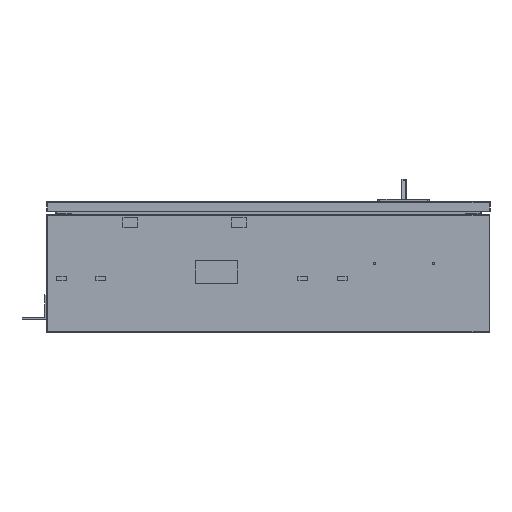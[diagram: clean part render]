
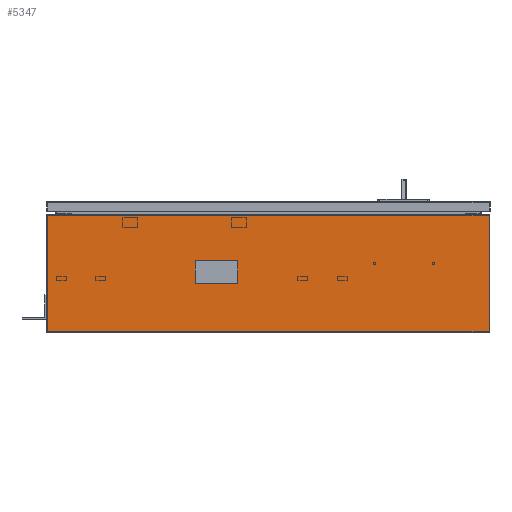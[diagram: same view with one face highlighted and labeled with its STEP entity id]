
A CAD part, left-side view. The second image highlights one B-rep face of the part: STEP entity #5347.
In plain terms, the highlighted planar face has unit normal (-1, 0, 0).
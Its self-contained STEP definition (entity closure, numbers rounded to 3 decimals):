
#30 = CARTESIAN_POINT ( 'NONE',  ( 131.605, 440.654, 775.342 ) ) ;
#107 = LINE ( 'NONE', #2205, #10158 ) ;
#272 = DIRECTION ( 'NONE',  ( 0., 0., 1. ) ) ;
#297 = EDGE_LOOP ( 'NONE', ( #12421, #1718, #10892, #7726 ) ) ;
#376 = VERTEX_POINT ( 'NONE', #12209 ) ;
#463 = CARTESIAN_POINT ( 'NONE',  ( 131.605, -157.346, 915.342 ) ) ;
#908 = VERTEX_POINT ( 'NONE', #1139 ) ;
#1139 = CARTESIAN_POINT ( 'NONE',  ( 131.605, 742.654, 915.342 ) ) ;
#1243 = DIRECTION ( 'NONE',  ( 0., 0., -1. ) ) ;
#1271 = DIRECTION ( 'NONE',  ( 0., -1., 0. ) ) ;
#1313 = CARTESIAN_POINT ( 'NONE',  ( 131.605, 354.654, 821.342 ) ) ;
#1616 = LINE ( 'NONE', #3918, #12759 ) ;
#1676 = EDGE_CURVE ( 'NONE', #908, #9691, #107, .T. ) ;
#1718 = ORIENTED_EDGE ( 'NONE', *, *, #7030, .F. ) ;
#2041 = ORIENTED_EDGE ( 'NONE', *, *, #9123, .T. ) ;
#2205 = CARTESIAN_POINT ( 'NONE',  ( 131.605, -157.346, 915.342 ) ) ;
#2230 = CARTESIAN_POINT ( 'NONE',  ( 131.605, 354.654, 775.342 ) ) ;
#2231 = ORIENTED_EDGE ( 'NONE', *, *, #6512, .T. ) ;
#2383 = LINE ( 'NONE', #1313, #6853 ) ;
#2858 = LINE ( 'NONE', #463, #12715 ) ;
#3338 = VERTEX_POINT ( 'NONE', #9729 ) ;
#3398 = VECTOR ( 'NONE', #12439, 1000. ) ;
#3695 = VECTOR ( 'NONE', #272, 1000. ) ;
#3734 = EDGE_CURVE ( 'NONE', #5386, #376, #11799, .T. ) ;
#3918 = CARTESIAN_POINT ( 'NONE',  ( 131.605, -157.346, 675.342 ) ) ;
#4322 = EDGE_LOOP ( 'NONE', ( #2041, #2231, #10975, #9099 ) ) ;
#4377 = CARTESIAN_POINT ( 'NONE',  ( 131.605, 742.654, 915.342 ) ) ;
#4533 = LINE ( 'NONE', #4377, #3398 ) ;
#4786 = EDGE_CURVE ( 'NONE', #9691, #8699, #2858, .T. ) ;
#5320 = PLANE ( 'NONE',  #9214 ) ;
#5347 = ADVANCED_FACE ( 'NONE', ( #10461, #8105 ), #5320, .F. ) ;
#5386 = VERTEX_POINT ( 'NONE', #11430 ) ;
#5525 = DIRECTION ( 'NONE',  ( 0., 0., -1. ) ) ;
#5623 = CARTESIAN_POINT ( 'NONE',  ( 131.605, -157.346, 675.342 ) ) ;
#6058 = DIRECTION ( 'NONE',  ( 0., -1., 0. ) ) ;
#6512 = EDGE_CURVE ( 'NONE', #11734, #8699, #1616, .T. ) ;
#6844 = VERTEX_POINT ( 'NONE', #30 ) ;
#6853 = VECTOR ( 'NONE', #11458, 1000. ) ;
#7030 = EDGE_CURVE ( 'NONE', #376, #3338, #2383, .T. ) ;
#7358 = DIRECTION ( 'NONE',  ( 1., 0., 0. ) ) ;
#7366 = DIRECTION ( 'NONE',  ( 0., -1., 0. ) ) ;
#7506 = EDGE_CURVE ( 'NONE', #6844, #5386, #8746, .T. ) ;
#7554 = DIRECTION ( 'NONE',  ( 0., 0., -1. ) ) ;
#7726 = ORIENTED_EDGE ( 'NONE', *, *, #7506, .F. ) ;
#8105 = FACE_OUTER_BOUND ( 'NONE', #4322, .T. ) ;
#8116 = VECTOR ( 'NONE', #7366, 1000. ) ;
#8286 = CARTESIAN_POINT ( 'NONE',  ( 131.605, -157.346, 915.342 ) ) ;
#8660 = VECTOR ( 'NONE', #5525, 1000. ) ;
#8699 = VERTEX_POINT ( 'NONE', #5623 ) ;
#8746 = LINE ( 'NONE', #2230, #8116 ) ;
#9099 = ORIENTED_EDGE ( 'NONE', *, *, #1676, .F. ) ;
#9123 = EDGE_CURVE ( 'NONE', #908, #11734, #4533, .T. ) ;
#9214 = AXIS2_PLACEMENT_3D ( 'NONE', #12445, #7358, #1243 ) ;
#9353 = CARTESIAN_POINT ( 'NONE',  ( 131.605, 440.654, 775.342 ) ) ;
#9691 = VERTEX_POINT ( 'NONE', #8286 ) ;
#9729 = CARTESIAN_POINT ( 'NONE',  ( 131.605, 440.654, 821.342 ) ) ;
#10158 = VECTOR ( 'NONE', #1271, 1000. ) ;
#10461 = FACE_BOUND ( 'NONE', #297, .T. ) ;
#10499 = CARTESIAN_POINT ( 'NONE',  ( 131.605, 742.654, 675.342 ) ) ;
#10892 = ORIENTED_EDGE ( 'NONE', *, *, #3734, .F. ) ;
#10975 = ORIENTED_EDGE ( 'NONE', *, *, #4786, .F. ) ;
#11352 = LINE ( 'NONE', #9353, #8660 ) ;
#11430 = CARTESIAN_POINT ( 'NONE',  ( 131.605, 354.654, 775.342 ) ) ;
#11458 = DIRECTION ( 'NONE',  ( 0., 1., 0. ) ) ;
#11734 = VERTEX_POINT ( 'NONE', #10499 ) ;
#11799 = LINE ( 'NONE', #12274, #3695 ) ;
#12209 = CARTESIAN_POINT ( 'NONE',  ( 131.605, 354.654, 821.342 ) ) ;
#12274 = CARTESIAN_POINT ( 'NONE',  ( 131.605, 354.654, 775.342 ) ) ;
#12421 = ORIENTED_EDGE ( 'NONE', *, *, #12987, .F. ) ;
#12439 = DIRECTION ( 'NONE',  ( 0., 0., -1. ) ) ;
#12445 = CARTESIAN_POINT ( 'NONE',  ( 131.605, -157.346, 915.342 ) ) ;
#12715 = VECTOR ( 'NONE', #7554, 1000. ) ;
#12759 = VECTOR ( 'NONE', #6058, 1000. ) ;
#12987 = EDGE_CURVE ( 'NONE', #3338, #6844, #11352, .T. ) ;
